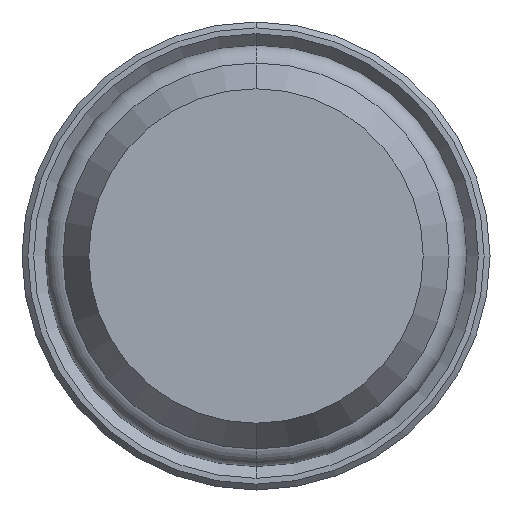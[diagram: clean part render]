
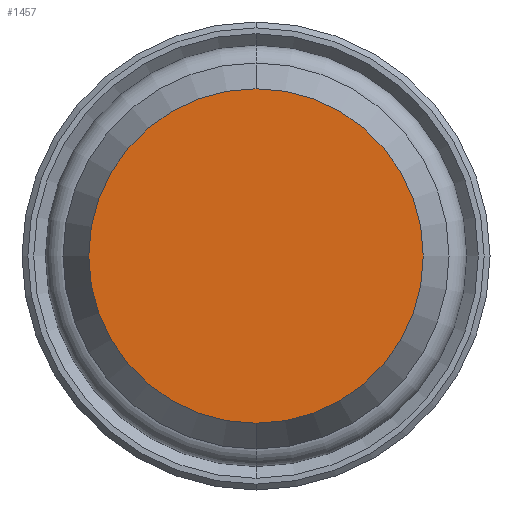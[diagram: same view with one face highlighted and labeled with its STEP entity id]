
A CAD part, front view. The second image highlights one B-rep face of the part: STEP entity #1457.
In plain terms, the highlighted planar face has unit normal (0, -1, 0).
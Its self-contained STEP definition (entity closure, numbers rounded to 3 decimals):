
#57=PLANE('',#3040);
#1110=FACE_OUTER_BOUND('',#1165,.F.);
#1165=EDGE_LOOP('',(#1345,#1346));
#1345=ORIENTED_EDGE('',*,*,#1758,.F.);
#1346=ORIENTED_EDGE('',*,*,#1757,.F.);
#1457=ADVANCED_FACE('',(#1110),#57,.T.);
#1551=CIRCLE('',#3038,7.147);
#1552=CIRCLE('',#3039,7.147);
#1757=EDGE_CURVE('',#1998,#1997,#1551,.T.);
#1758=EDGE_CURVE('',#1997,#1998,#1552,.T.);
#1997=VERTEX_POINT('',#4455);
#1998=VERTEX_POINT('',#4456);
#3038=AXIS2_PLACEMENT_3D('',#4457,#3661,#3662);
#3039=AXIS2_PLACEMENT_3D('',#4458,#3663,#3664);
#3040=AXIS2_PLACEMENT_3D('',#4459,#3665,#3666);
#3661=DIRECTION('',(0.,-1.,0.));
#3662=DIRECTION('',(0.,0.,1.));
#3663=DIRECTION('',(0.,-1.,0.));
#3664=DIRECTION('',(0.,0.,-1.));
#3665=DIRECTION('',(0.,-1.,0.));
#3666=DIRECTION('',(0.,0.,-1.));
#4455=CARTESIAN_POINT('',(0.,0.,-7.147));
#4456=CARTESIAN_POINT('',(0.,0.,7.147));
#4457=CARTESIAN_POINT('',(0.,0.,0.));
#4458=CARTESIAN_POINT('',(0.,0.,0.));
#4459=CARTESIAN_POINT('',(-7.823,0.,7.862));
